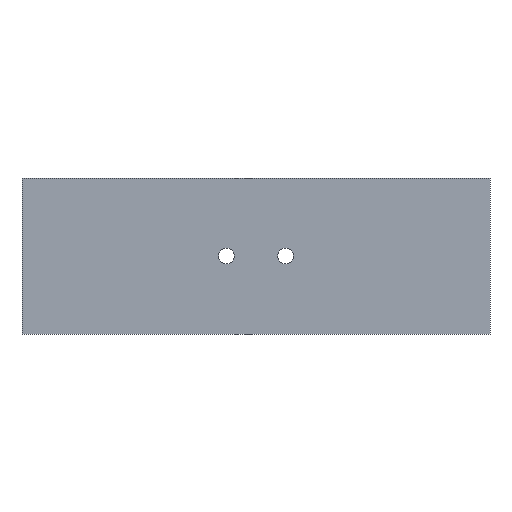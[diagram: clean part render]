
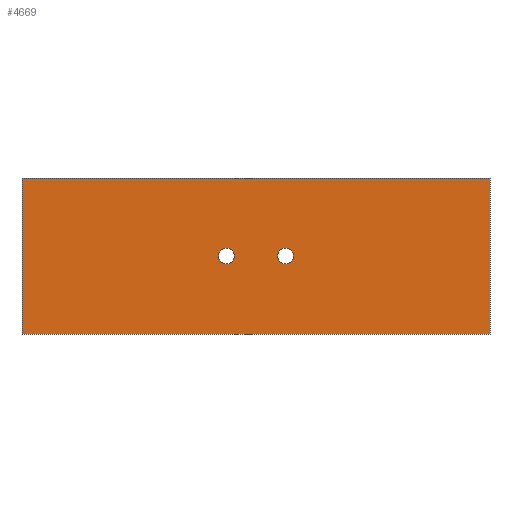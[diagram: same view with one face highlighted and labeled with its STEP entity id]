
A CAD part, front view. The second image highlights one B-rep face of the part: STEP entity #4669.
In plain terms, the highlighted planar face has unit normal (0, -1, 0).
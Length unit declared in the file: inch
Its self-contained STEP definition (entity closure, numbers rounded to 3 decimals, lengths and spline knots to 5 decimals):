
#108 = CARTESIAN_POINT ( 'NONE',  ( -0.88, -1.747, 1. ) ) ;
#192 = ORIENTED_EDGE ( 'NONE', *, *, #6517, .F. ) ;
#215 = DIRECTION ( 'NONE',  ( 1., 0., 0. ) ) ;
#244 = EDGE_CURVE ( 'NONE', #1861, #578, #3072, .T. ) ;
#258 = FACE_BOUND ( 'NONE', #1757, .T. ) ;
#285 = VECTOR ( 'NONE', #1764, 39.37008 ) ;
#344 = DIRECTION ( 'NONE',  ( 0., 0., -1. ) ) ;
#431 = FACE_BOUND ( 'NONE', #6805, .T. ) ;
#477 = AXIS2_PLACEMENT_3D ( 'NONE', #3125, #6811, #3634 ) ;
#522 = EDGE_LOOP ( 'NONE', ( #1405, #1162, #192, #2610 ) ) ;
#578 = VERTEX_POINT ( 'NONE', #6610 ) ;
#581 = CARTESIAN_POINT ( 'NONE',  ( -0.88, -1.747, 1. ) ) ;
#628 = DIRECTION ( 'NONE',  ( 0., 0., 1. ) ) ;
#1134 = PLANE ( 'NONE',  #5714 ) ;
#1162 = ORIENTED_EDGE ( 'NONE', *, *, #244, .F. ) ;
#1405 = ORIENTED_EDGE ( 'NONE', *, *, #3298, .T. ) ;
#1519 = VERTEX_POINT ( 'NONE', #4613 ) ;
#1541 = ORIENTED_EDGE ( 'NONE', *, *, #2011, .T. ) ;
#1603 = DIRECTION ( 'NONE',  ( 0., 1., 0. ) ) ;
#1662 = FACE_OUTER_BOUND ( 'NONE', #522, .T. ) ;
#1673 = CARTESIAN_POINT ( 'NONE',  ( 5.12, -1.747, 1. ) ) ;
#1757 = EDGE_LOOP ( 'NONE', ( #1541 ) ) ;
#1764 = DIRECTION ( 'NONE',  ( 0., 0., -1. ) ) ;
#1826 = VECTOR ( 'NONE', #215, 39.37008 ) ;
#1861 = VERTEX_POINT ( 'NONE', #1673 ) ;
#1971 = CARTESIAN_POINT ( 'NONE',  ( -0.88, -1.747, -1. ) ) ;
#2011 = EDGE_CURVE ( 'NONE', #6294, #6294, #4706, .T. ) ;
#2303 = AXIS2_PLACEMENT_3D ( 'NONE', #4738, #1603, #5260 ) ;
#2610 = ORIENTED_EDGE ( 'NONE', *, *, #5060, .T. ) ;
#2743 = ORIENTED_EDGE ( 'NONE', *, *, #6442, .T. ) ;
#2965 = CARTESIAN_POINT ( 'NONE',  ( 2.5, -1.747, 0.1005 ) ) ;
#3072 = LINE ( 'NONE', #5960, #285 ) ;
#3125 = CARTESIAN_POINT ( 'NONE',  ( 2.5, -1.747, 0. ) ) ;
#3298 = EDGE_CURVE ( 'NONE', #5873, #578, #4422, .T. ) ;
#3565 = LINE ( 'NONE', #581, #5139 ) ;
#3634 = DIRECTION ( 'NONE',  ( 0., 0., 1. ) ) ;
#3752 = DIRECTION ( 'NONE',  ( 0., 1., 0. ) ) ;
#3863 = CARTESIAN_POINT ( 'NONE',  ( -0.88, -1.747, -1. ) ) ;
#4052 = CARTESIAN_POINT ( 'NONE',  ( 1.74, -1.747, 0.1005 ) ) ;
#4243 = VECTOR ( 'NONE', #344, 39.37008 ) ;
#4422 = LINE ( 'NONE', #3863, #1826 ) ;
#4613 = CARTESIAN_POINT ( 'NONE',  ( -0.88, -1.747, 1. ) ) ;
#4669 = ADVANCED_FACE ( 'NONE', ( #431, #258, #1662 ), #1134, .F. ) ;
#4706 = CIRCLE ( 'NONE', #477, 0.1005 ) ;
#4738 = CARTESIAN_POINT ( 'NONE',  ( 1.74, -1.747, 0. ) ) ;
#4760 = DIRECTION ( 'NONE',  ( 1., 0., 0. ) ) ;
#4967 = CIRCLE ( 'NONE', #2303, 0.1005 ) ;
#5060 = EDGE_CURVE ( 'NONE', #1519, #5873, #5637, .T. ) ;
#5139 = VECTOR ( 'NONE', #4760, 39.37008 ) ;
#5260 = DIRECTION ( 'NONE',  ( 0., 0., 1. ) ) ;
#5298 = VERTEX_POINT ( 'NONE', #4052 ) ;
#5637 = LINE ( 'NONE', #6636, #4243 ) ;
#5714 = AXIS2_PLACEMENT_3D ( 'NONE', #108, #3752, #628 ) ;
#5873 = VERTEX_POINT ( 'NONE', #1971 ) ;
#5960 = CARTESIAN_POINT ( 'NONE',  ( 5.12, -1.747, 1. ) ) ;
#6294 = VERTEX_POINT ( 'NONE', #2965 ) ;
#6442 = EDGE_CURVE ( 'NONE', #5298, #5298, #4967, .T. ) ;
#6517 = EDGE_CURVE ( 'NONE', #1519, #1861, #3565, .T. ) ;
#6610 = CARTESIAN_POINT ( 'NONE',  ( 5.12, -1.747, -1. ) ) ;
#6636 = CARTESIAN_POINT ( 'NONE',  ( -0.88, -1.747, 1. ) ) ;
#6805 = EDGE_LOOP ( 'NONE', ( #2743 ) ) ;
#6811 = DIRECTION ( 'NONE',  ( 0., 1., 0. ) ) ;
